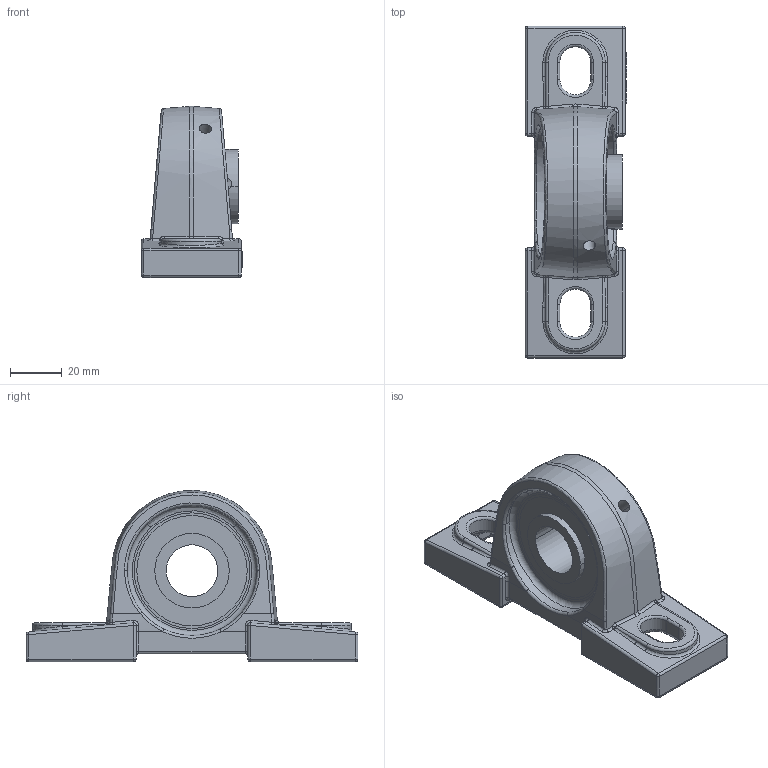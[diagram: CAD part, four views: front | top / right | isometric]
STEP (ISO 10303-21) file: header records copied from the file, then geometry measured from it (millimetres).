
FILE_DESCRIPTION(('CATIA V5 STEP Exchange'),'2;1');
FILE_NAME('UCP 204 FHV.stp','2017-07-09T06:02:41+00:00',('none'),('none'),'CATIA Version 5 Release 20 SP 1 (IN-10)','CATIA V5 STEP AP203','none');
FILE_SCHEMA(('CONFIG_CONTROL_DESIGN'));
Length unit declared in the file: millimetre
Products named in the file (1): UCP 204 FHV
Bounding box: 39 x 127.8 x 65.92 mm (x, y, z)
Volume: 103434.9 mm3; surface area: 38868.2 mm2
Topology: 4 solids, 4 shells, 288 faces, 670 edges, 367 vertices
Faces by surface type: cylinder 119, plane 52, bspline 46, torus 29, sphere 28, extrusion 14
Entity records: 16557 total; most frequent: CARTESIAN_POINT 10843, ORIENTED_EDGE 1284, DIRECTION 870, EDGE_CURVE 642, AXIS2_PLACEMENT_3D 437, VERTEX_POINT 367, EDGE_LOOP 311, ADVANCED_FACE 288
